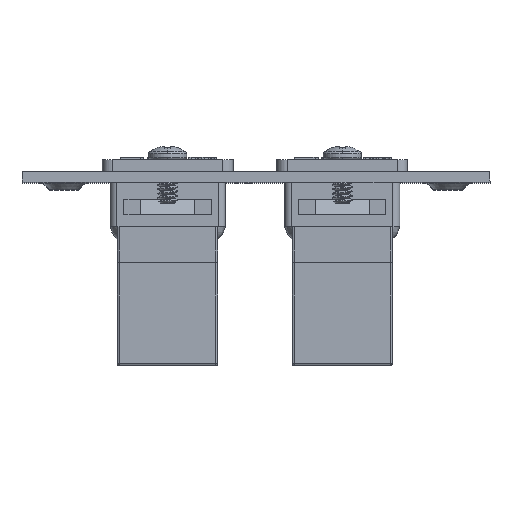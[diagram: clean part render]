
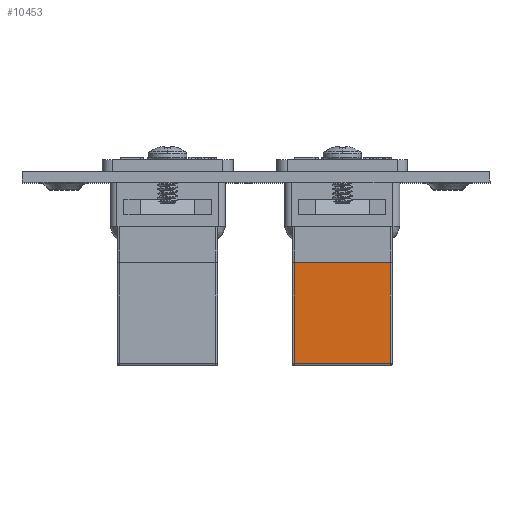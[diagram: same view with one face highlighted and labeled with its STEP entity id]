
A CAD part, top view. The second image highlights one B-rep face of the part: STEP entity #10453.
In plain terms, the highlighted face is planar.
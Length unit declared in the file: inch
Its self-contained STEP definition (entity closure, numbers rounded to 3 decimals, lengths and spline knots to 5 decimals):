
#17 = CARTESIAN_POINT ( 'NONE',  ( -0.2874, -0.00197, -0.31693 ) ) ;
#1854 = DIRECTION ( 'NONE',  ( 0., 0., 1. ) ) ;
#2758 = VERTEX_POINT ( 'NONE', #23648 ) ;
#2775 = EDGE_CURVE ( 'NONE', #9807, #2758, #4180, .T. ) ;
#3379 = DIRECTION ( 'NONE',  ( 0., -1., 0. ) ) ;
#3968 = DIRECTION ( 'NONE',  ( -1., 0., 0. ) ) ;
#4180 = LINE ( 'NONE', #17, #9753 ) ;
#4727 = ORIENTED_EDGE ( 'NONE', *, *, #6859, .T. ) ;
#5782 = VECTOR ( 'NONE', #3379, 39.37008 ) ;
#6859 = EDGE_CURVE ( 'NONE', #9807, #26854, #12817, .T. ) ;
#7050 = LINE ( 'NONE', #24531, #12602 ) ;
#7154 = CARTESIAN_POINT ( 'NONE',  ( 0.27559, -0.00197, -0.31693 ) ) ;
#7307 = ORIENTED_EDGE ( 'NONE', *, *, #2775, .F. ) ;
#7637 = VECTOR ( 'NONE', #3968, 39.37008 ) ;
#8457 = FACE_OUTER_BOUND ( 'NONE', #22490, .T. ) ;
#9022 = CARTESIAN_POINT ( 'NONE',  ( 0.27559, -0.57874, -0.31693 ) ) ;
#9753 = VECTOR ( 'NONE', #16583, 39.37008 ) ;
#9807 = VERTEX_POINT ( 'NONE', #7154 ) ;
#10398 = ORIENTED_EDGE ( 'NONE', *, *, #11857, .T. ) ;
#10453 = ADVANCED_FACE ( 'NONE', ( #8457 ), #27899, .F. ) ;
#11027 = CARTESIAN_POINT ( 'NONE',  ( -0.2874, -0.57874, -0.31693 ) ) ;
#11857 = EDGE_CURVE ( 'NONE', #26854, #12715, #26573, .T. ) ;
#12602 = VECTOR ( 'NONE', #26911, 39.37008 ) ;
#12715 = VERTEX_POINT ( 'NONE', #24255 ) ;
#12817 = LINE ( 'NONE', #22354, #5782 ) ;
#15244 = EDGE_CURVE ( 'NONE', #12715, #2758, #7050, .T. ) ;
#16583 = DIRECTION ( 'NONE',  ( -1., 0., 0. ) ) ;
#18422 = DIRECTION ( 'NONE',  ( 1., 0., 0. ) ) ;
#22354 = CARTESIAN_POINT ( 'NONE',  ( 0.27559, 0.59055, -0.31693 ) ) ;
#22490 = EDGE_LOOP ( 'NONE', ( #7307, #4727, #10398, #26740 ) ) ;
#23648 = CARTESIAN_POINT ( 'NONE',  ( -0.27559, -0.00197, -0.31693 ) ) ;
#24255 = CARTESIAN_POINT ( 'NONE',  ( -0.27559, -0.57874, -0.31693 ) ) ;
#24531 = CARTESIAN_POINT ( 'NONE',  ( -0.27559, 0.59055, -0.31693 ) ) ;
#26573 = LINE ( 'NONE', #11027, #7637 ) ;
#26740 = ORIENTED_EDGE ( 'NONE', *, *, #15244, .T. ) ;
#26854 = VERTEX_POINT ( 'NONE', #9022 ) ;
#26911 = DIRECTION ( 'NONE',  ( 0., 1., 0. ) ) ;
#27899 = PLANE ( 'NONE',  #30008 ) ;
#30008 = AXIS2_PLACEMENT_3D ( 'NONE', #30235, #1854, #18422 ) ;
#30235 = CARTESIAN_POINT ( 'NONE',  ( -0.2874, 0.59055, -0.31693 ) ) ;
